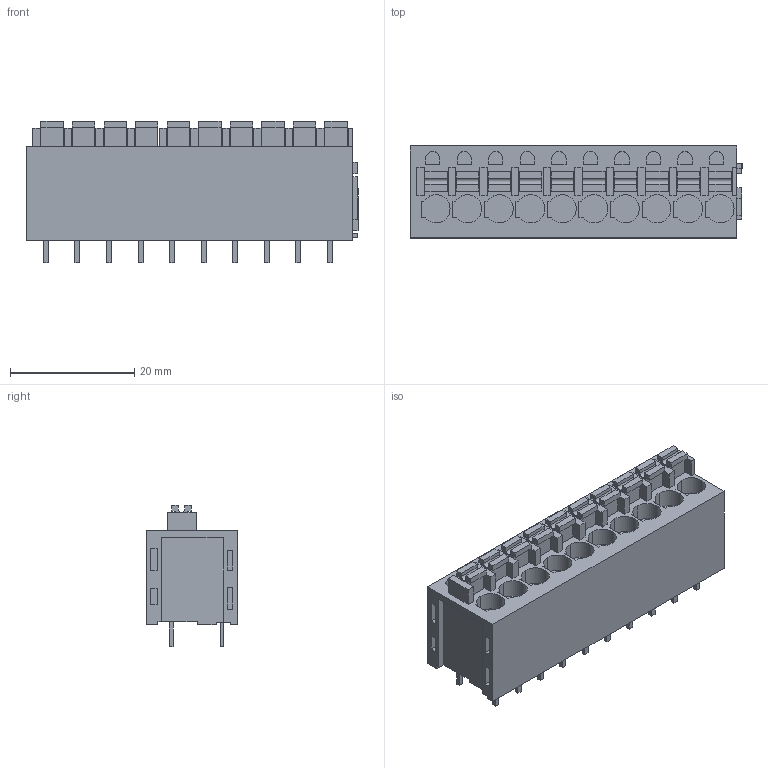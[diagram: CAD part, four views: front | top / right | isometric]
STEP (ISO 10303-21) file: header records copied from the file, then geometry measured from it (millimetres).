
FILE_DESCRIPTION(('CATIA V5 STEP Exchange','CAx-IF Rec.Pracs.--- Model Styling and Organization---1.2---2011-12-15'),'2;1');
FILE_NAME ('D1451145_0', '2018-04-09T11:29:18+00:00', ('none'), ('Weidmueller'), 'CATIA Version 5-6 Release 2014', 'CATIA V5 STEP AP214', 'none');
FILE_SCHEMA(('AUTOMOTIVE_DESIGN { 1 0 10303 214 1 1 1 1 }'));
Length unit declared in the file: millimetre
Products named in the file (1): 1331240000
Bounding box: 53.45 x 14.8 x 22.74 mm (x, y, z)
Volume: 11344.4 mm3; surface area: 5857 mm2
Topology: 31 solids, 31 shells, 529 faces, 1311 edges, 886 vertices
Faces by surface type: plane 469, cylinder 60
Entity records: 15336 total; most frequent: CARTESIAN_POINT 2687, ORIENTED_EDGE 2622, DIRECTION 2153, EDGE_CURVE 1311, VECTOR 1191, LINE 1191, VERTEX_POINT 886, EDGE_LOOP 571
